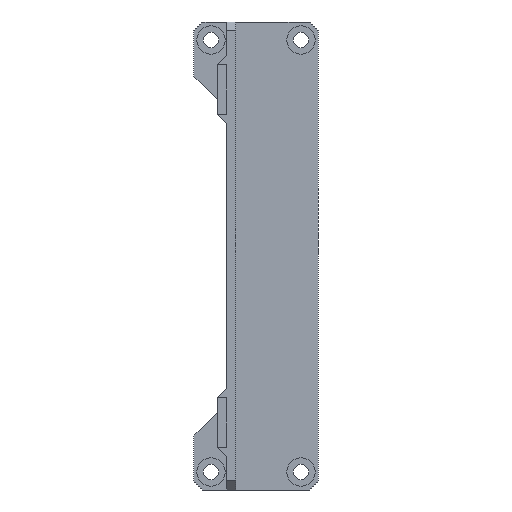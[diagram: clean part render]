
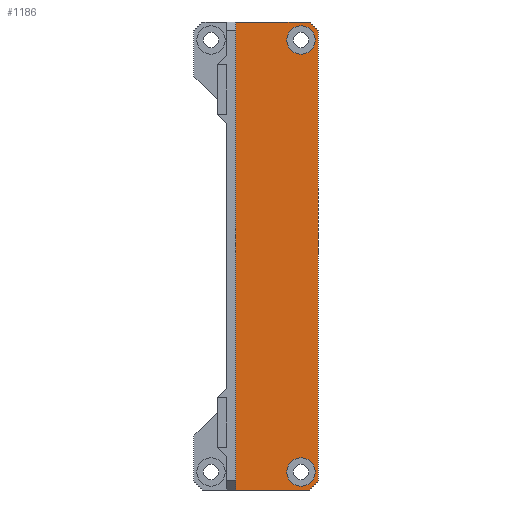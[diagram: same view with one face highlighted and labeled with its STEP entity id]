
A CAD part, front view. The second image highlights one B-rep face of the part: STEP entity #1186.
In plain terms, the highlighted planar face has unit normal (0, -1, 0).
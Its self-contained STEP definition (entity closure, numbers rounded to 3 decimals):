
#25=FACE_BOUND('',#201,.T.);
#26=FACE_BOUND('',#202,.T.);
#72=PLANE('',#1280);
#128=FACE_OUTER_BOUND('',#200,.T.);
#200=EDGE_LOOP('',(#1035,#1036,#1037,#1038,#1039,#1040));
#201=EDGE_LOOP('',(#1041));
#202=EDGE_LOOP('',(#1042));
#340=LINE('',#1887,#484);
#344=LINE('',#1894,#488);
#346=LINE('',#1898,#490);
#347=LINE('',#1900,#491);
#348=LINE('',#1902,#492);
#349=LINE('',#1903,#493);
#484=VECTOR('',#1542,10.);
#488=VECTOR('',#1548,10.);
#490=VECTOR('',#1552,10.);
#491=VECTOR('',#1553,10.);
#492=VECTOR('',#1554,10.);
#493=VECTOR('',#1555,10.);
#514=CIRCLE('',#1223,3.15);
#517=CIRCLE('',#1228,3.15);
#534=VERTEX_POINT('',#1620);
#537=VERTEX_POINT('',#1629);
#627=VERTEX_POINT('',#1884);
#628=VERTEX_POINT('',#1886);
#630=VERTEX_POINT('',#1893);
#631=VERTEX_POINT('',#1897);
#632=VERTEX_POINT('',#1899);
#633=VERTEX_POINT('',#1901);
#643=EDGE_CURVE('',#534,#534,#514,.T.);
#647=EDGE_CURVE('',#537,#537,#517,.T.);
#774=EDGE_CURVE('',#627,#628,#340,.T.);
#778=EDGE_CURVE('',#630,#628,#344,.T.);
#780=EDGE_CURVE('',#631,#627,#346,.T.);
#781=EDGE_CURVE('',#632,#631,#347,.T.);
#782=EDGE_CURVE('',#633,#632,#348,.T.);
#783=EDGE_CURVE('',#630,#633,#349,.T.);
#1035=ORIENTED_EDGE('',*,*,#774,.F.);
#1036=ORIENTED_EDGE('',*,*,#780,.F.);
#1037=ORIENTED_EDGE('',*,*,#781,.F.);
#1038=ORIENTED_EDGE('',*,*,#782,.F.);
#1039=ORIENTED_EDGE('',*,*,#783,.F.);
#1040=ORIENTED_EDGE('',*,*,#778,.T.);
#1041=ORIENTED_EDGE('',*,*,#643,.T.);
#1042=ORIENTED_EDGE('',*,*,#647,.T.);
#1186=ADVANCED_FACE('',(#128,#25,#26),#72,.T.);
#1223=AXIS2_PLACEMENT_3D('',#1621,#1314,#1315);
#1228=AXIS2_PLACEMENT_3D('',#1630,#1325,#1326);
#1280=AXIS2_PLACEMENT_3D('',#1896,#1550,#1551);
#1314=DIRECTION('center_axis',(0.,1.,0.));
#1315=DIRECTION('ref_axis',(1.,0.,0.));
#1325=DIRECTION('center_axis',(0.,1.,0.));
#1326=DIRECTION('ref_axis',(1.,0.,0.));
#1542=DIRECTION('',(-0.707,0.,-0.707));
#1548=DIRECTION('',(1.,0.,0.));
#1550=DIRECTION('center_axis',(0.,-1.,0.));
#1551=DIRECTION('ref_axis',(0.,0.,-1.));
#1552=DIRECTION('',(0.,0.,-1.));
#1553=DIRECTION('',(0.707,0.,-0.707));
#1554=DIRECTION('',(1.,0.,0.));
#1555=DIRECTION('',(0.,0.,1.));
#1620=CARTESIAN_POINT('',(-3.674,0.,48.));
#1621=CARTESIAN_POINT('Origin',(-0.524,0.,
48.));
#1629=CARTESIAN_POINT('',(-3.674,0.,-48.));
#1630=CARTESIAN_POINT('Origin',(-0.524,0.,
-48.));
#1884=CARTESIAN_POINT('',(3.276,0.,-50.));
#1886=CARTESIAN_POINT('',(1.276,0.,-52.));
#1887=CARTESIAN_POINT('',(23.701,0.,-29.575));
#1893=CARTESIAN_POINT('',(-15.024,0.,-52.));
#1894=CARTESIAN_POINT('',(-15.024,0.,-52.));
#1896=CARTESIAN_POINT('Origin',(-15.024,0.,52.));
#1897=CARTESIAN_POINT('',(3.276,0.,50.));
#1898=CARTESIAN_POINT('',(3.276,0.,52.));
#1899=CARTESIAN_POINT('',(1.276,0.,52.));
#1900=CARTESIAN_POINT('',(-2.299,0.,55.575));
#1901=CARTESIAN_POINT('',(-15.024,0.,52.));
#1902=CARTESIAN_POINT('',(-15.024,0.,52.));
#1903=CARTESIAN_POINT('',(-15.024,0.,26.));
